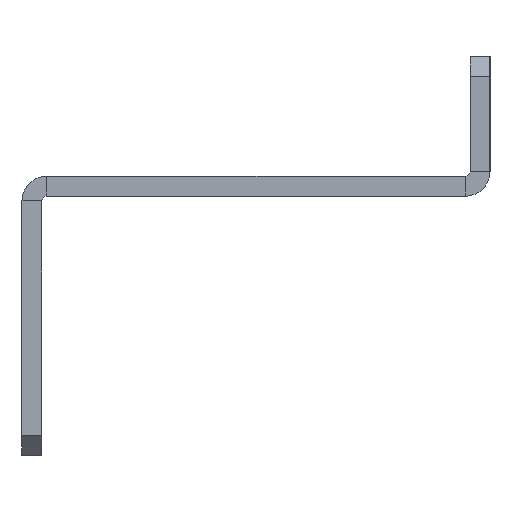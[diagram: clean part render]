
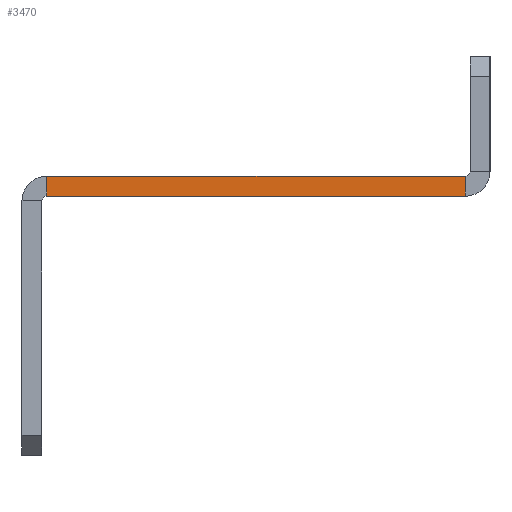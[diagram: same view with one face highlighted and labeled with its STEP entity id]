
A CAD part, left-side view. The second image highlights one B-rep face of the part: STEP entity #3470.
In plain terms, the highlighted planar face has unit normal (-1, 0, 0).
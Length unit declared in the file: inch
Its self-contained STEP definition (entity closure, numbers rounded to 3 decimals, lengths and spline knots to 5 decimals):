
#228 = CARTESIAN_POINT ( 'NONE',  ( -29., 0., 0. ) ) ;
#964 = CARTESIAN_POINT ( 'NONE',  ( -29., 0.125, 0.154 ) ) ;
#1007 = DIRECTION ( 'NONE',  ( 0., 0., 1. ) ) ;
#1267 = VECTOR ( 'NONE', #18204, 39.37008 ) ;
#1565 = CARTESIAN_POINT ( 'NONE',  ( -29., 2.7805, 0.125 ) ) ;
#2137 = CARTESIAN_POINT ( 'NONE',  ( -29., 0., 0.125 ) ) ;
#3470 = ADVANCED_FACE ( 'NONE', ( #8681 ), #3724, .T. ) ;
#3724 = PLANE ( 'NONE',  #13258 ) ;
#3920 = VECTOR ( 'NONE', #1007, 39.37008 ) ;
#4336 = EDGE_CURVE ( 'NONE', #8128, #16754, #11348, .T. ) ;
#5131 = VERTEX_POINT ( 'NONE', #12724 ) ;
#6970 = DIRECTION ( 'NONE',  ( 0., 0., 1. ) ) ;
#7935 = LINE ( 'NONE', #2137, #8944 ) ;
#8040 = ORIENTED_EDGE ( 'NONE', *, *, #14624, .T. ) ;
#8128 = VERTEX_POINT ( 'NONE', #19460 ) ;
#8681 = FACE_OUTER_BOUND ( 'NONE', #10100, .T. ) ;
#8944 = VECTOR ( 'NONE', #14300, 39.37008 ) ;
#10100 = EDGE_LOOP ( 'NONE', ( #16396, #17377, #14474, #8040 ) ) ;
#10129 = CARTESIAN_POINT ( 'NONE',  ( -29., 2.7805, 0. ) ) ;
#10569 = EDGE_CURVE ( 'NONE', #8128, #14030, #14220, .T. ) ;
#11348 = LINE ( 'NONE', #13167, #3920 ) ;
#12187 = EDGE_CURVE ( 'NONE', #16754, #5131, #7935, .T. ) ;
#12467 = VECTOR ( 'NONE', #18785, 39.37008 ) ;
#12724 = CARTESIAN_POINT ( 'NONE',  ( -29., 2.7805, 0.125 ) ) ;
#13167 = CARTESIAN_POINT ( 'NONE',  ( -29., 0.154, 0. ) ) ;
#13258 = AXIS2_PLACEMENT_3D ( 'NONE', #964, #16292, #6970 ) ;
#14030 = VERTEX_POINT ( 'NONE', #10129 ) ;
#14220 = LINE ( 'NONE', #228, #12467 ) ;
#14300 = DIRECTION ( 'NONE',  ( 0., 1., 0. ) ) ;
#14474 = ORIENTED_EDGE ( 'NONE', *, *, #12187, .T. ) ;
#14624 = EDGE_CURVE ( 'NONE', #5131, #14030, #15359, .T. ) ;
#15359 = LINE ( 'NONE', #1565, #1267 ) ;
#16039 = CARTESIAN_POINT ( 'NONE',  ( -29., 0.154, 0.125 ) ) ;
#16292 = DIRECTION ( 'NONE',  ( -1., 0., 0. ) ) ;
#16396 = ORIENTED_EDGE ( 'NONE', *, *, #10569, .F. ) ;
#16754 = VERTEX_POINT ( 'NONE', #16039 ) ;
#17377 = ORIENTED_EDGE ( 'NONE', *, *, #4336, .T. ) ;
#18204 = DIRECTION ( 'NONE',  ( 0., 0., -1. ) ) ;
#18785 = DIRECTION ( 'NONE',  ( 0., 1., 0. ) ) ;
#19460 = CARTESIAN_POINT ( 'NONE',  ( -29., 0.154, 0. ) ) ;
